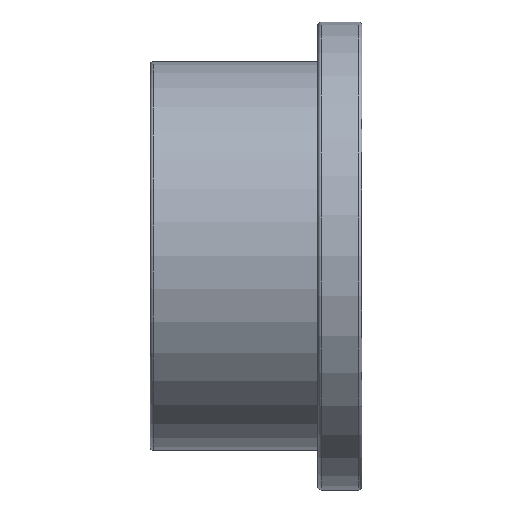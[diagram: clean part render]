
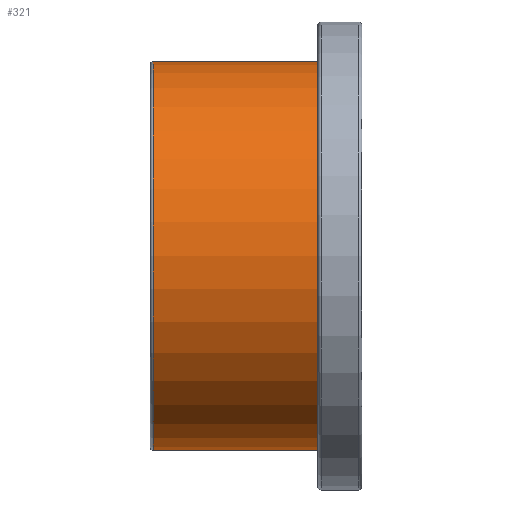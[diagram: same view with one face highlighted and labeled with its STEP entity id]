
A CAD part, top view. The second image highlights one B-rep face of the part: STEP entity #321.
In plain terms, the highlighted cylindrical face has radius 44 mm (diameter 88 mm), a full revolution.
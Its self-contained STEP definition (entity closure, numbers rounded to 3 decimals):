
#18=CYLINDRICAL_SURFACE('',#379,44.);
#54=FACE_BOUND('',#137,.T.);
#82=FACE_OUTER_BOUND('',#136,.T.);
#136=EDGE_LOOP('',(#276));
#137=EDGE_LOOP('',(#277));
#166=CIRCLE('',#376,44.);
#167=CIRCLE('',#378,44.);
#194=VERTEX_POINT('',#573);
#195=VERTEX_POINT('',#576);
#222=EDGE_CURVE('',#194,#194,#166,.T.);
#223=EDGE_CURVE('',#195,#195,#167,.T.);
#276=ORIENTED_EDGE('',*,*,#222,.T.);
#277=ORIENTED_EDGE('',*,*,#223,.F.);
#321=ADVANCED_FACE('',(#82,#54),#18,.T.);
#376=AXIS2_PLACEMENT_3D('',#574,#485,#486);
#378=AXIS2_PLACEMENT_3D('',#577,#489,#490);
#379=AXIS2_PLACEMENT_3D('',#578,#491,#492);
#485=DIRECTION('center_axis',(-1.,0.,0.));
#486=DIRECTION('ref_axis',(0.,0.,1.));
#489=DIRECTION('center_axis',(-1.,0.,0.));
#490=DIRECTION('ref_axis',(0.,1.,0.));
#491=DIRECTION('center_axis',(-1.,0.,0.));
#492=DIRECTION('ref_axis',(0.,-1.,0.));
#573=CARTESIAN_POINT('',(38.,-44.,0.));
#574=CARTESIAN_POINT('Origin',(38.,0.,0.));
#576=CARTESIAN_POINT('',(0.75,-44.,0.));
#577=CARTESIAN_POINT('Origin',(0.75,0.,0.));
#578=CARTESIAN_POINT('Origin',(19.,0.,0.));
